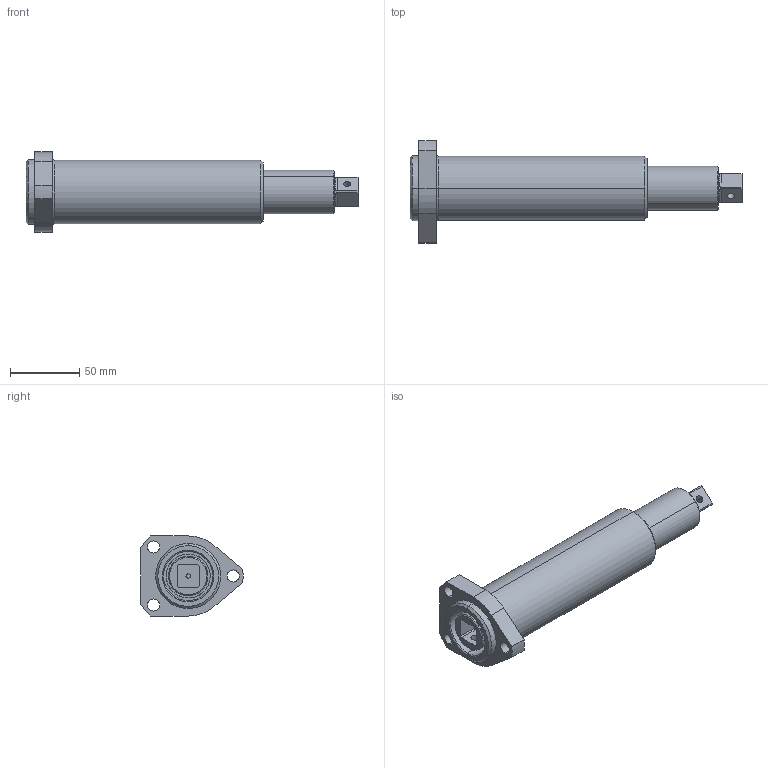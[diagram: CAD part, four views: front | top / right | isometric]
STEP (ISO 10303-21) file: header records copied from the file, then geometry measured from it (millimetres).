
FILE_DESCRIPTION (( 'STEP AP203' ), '1' );
FILE_NAME ('SA-3S3-2-62-62.STEP', '2013-01-29T15:23:26', ( '' ), ( '' ), 'SwSTEP 2.0', 'SolidWorks 2013', '' );
FILE_SCHEMA (( 'CONFIG_CONTROL_DESIGN' ));
Length unit declared in the file: millimetre
Products named in the file (4): SA-344H; SA-036; R-6-12-6.50-20-1; SA-3S3-2-62-62
Assembly tree (3 placements, depth 2):
  SA-3S3-2-62-62
    SA-344H
    SA-036
    R-6-12-6.50-20-1
Bounding box: 240.12 x 73.79 x 58 mm (x, y, z)
Volume: 244873.5 mm3; surface area: 113872.9 mm2
Topology: 6 solids, 6 shells, 139 faces, 328 edges, 210 vertices
Faces by surface type: cylinder 71, plane 44, cone 22, torus 2
Entity records: 4644 total; most frequent: CARTESIAN_POINT 895, DIRECTION 752, ORIENTED_EDGE 656, EDGE_CURVE 328, AXIS2_PLACEMENT_3D 307, VERTEX_POINT 210, EDGE_LOOP 170, CIRCLE 162
